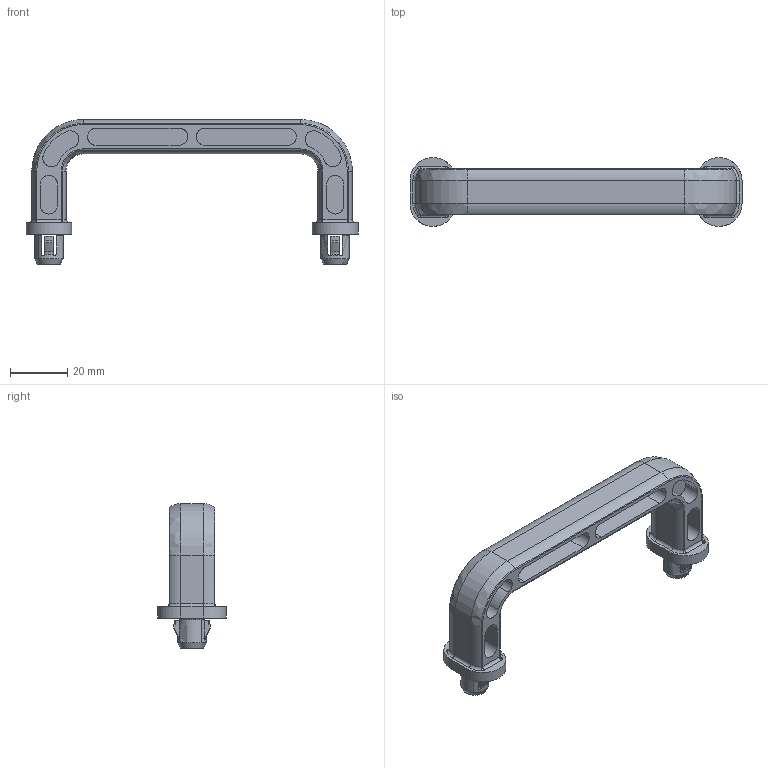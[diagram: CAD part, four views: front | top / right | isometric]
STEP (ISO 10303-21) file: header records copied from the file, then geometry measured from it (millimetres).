
FILE_DESCRIPTION((''),'2;1');
FILE_NAME('','2006-01-17T10:43:59',(''),(''),'','CADfix','');
FILE_SCHEMA(('AUTOMOTIVE_DESIGN'));
Length unit declared in the file: millimetre
Products named in the file (1): pull
Bounding box: 116 x 24 x 50.6 mm (x, y, z)
Volume: 22228.9 mm3; surface area: 14088.8 mm2
Topology: 1 solids, 1 shells, 224 faces, 654 edges, 446 vertices
Faces by surface type: bspline 224
Entity records: 9893 total; most frequent: CARTESIAN_POINT 6019, ORIENTED_EDGE 1308, EDGE_CURVE 654, VERTEX_POINT 446, B_SPLINE_CURVE_WITH_KNOTS 382, QUASI_UNIFORM_CURVE 272, EDGE_LOOP 246, FACE_OUTER_BOUND 224
